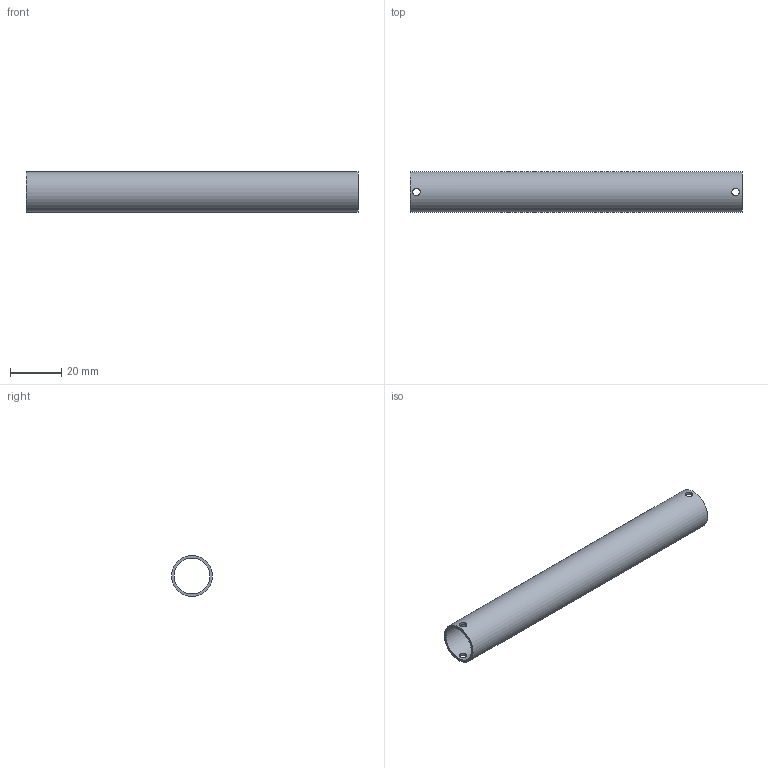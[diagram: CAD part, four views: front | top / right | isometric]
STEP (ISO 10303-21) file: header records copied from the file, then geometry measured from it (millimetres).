
FILE_DESCRIPTION(('FreeCAD Model'),'2;1');
FILE_NAME('APLINOV d''enhaut (8Février2019)TUBE AXE CENTRAL.step', '2019-05-25T17:55:59',('Author'),(''), 'Open CASCADE STEP processor 7.2','FreeCAD','Unknown');
FILE_SCHEMA(('AUTOMOTIVE_DESIGN { 1 0 10303 214 1 1 1 1 }'));
Length unit declared in the file: millimetre
Products named in the file (1): TUBE-AXE-CENTRAL
Bounding box: 130 x 16 x 16 mm (x, y, z)
Volume: 6097.7 mm3; surface area: 12327.7 mm2
Topology: 1 solids, 1 shells, 8 faces, 18 edges, 12 vertices
Faces by surface type: cylinder 6, plane 2
Full cylindrical faces by diameter (mm): 3 x4, 14 x1, 16 x1
Entity records: 3669 total; most frequent: CARTESIAN_POINT 3291, DIRECTION 52, ORIENTED_EDGE 36, PCURVE 36, DEFINITIONAL_REPRESENTATION 36, B_SPLINE_CURVE_WITH_KNOTS 24, LINE 22, VECTOR 22
